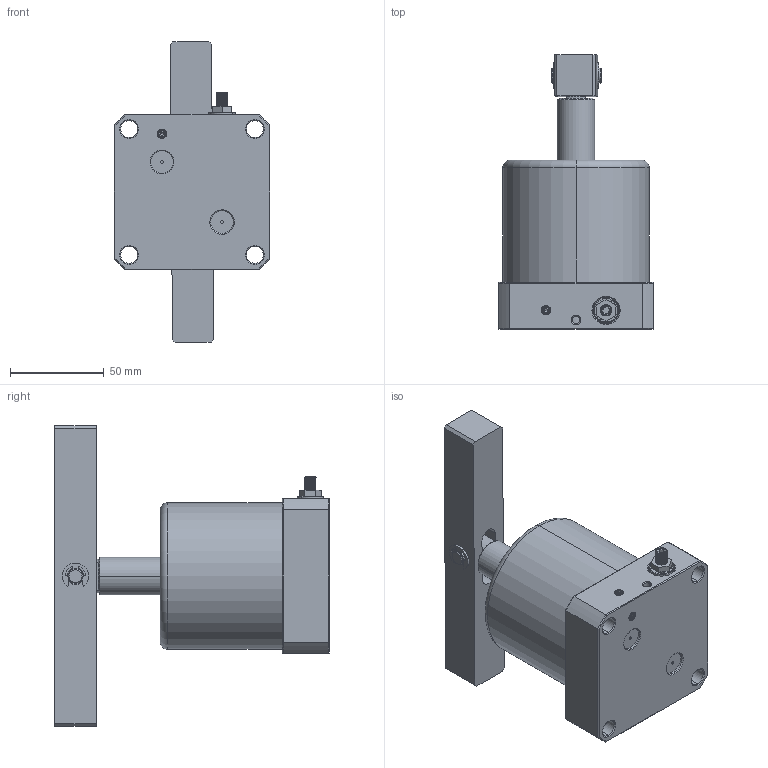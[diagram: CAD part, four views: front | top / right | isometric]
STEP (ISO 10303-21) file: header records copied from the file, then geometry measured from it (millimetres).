
FILE_DESCRIPTION (( 'STEP AP214' ), '1' );
FILE_NAME ('ASC-MF63D.STEP', '2019-05-24T07:22:38', ( '' ), ( '' ), 'SwSTEP 2.0', 'SolidWorks 2016', '' );
FILE_SCHEMA (( 'AUTOMOTIVE_DESIGN' ));
Length unit declared in the file: millimetre
Products named in the file (9): 覃厒概1330; hex socket set screws with flat point gb_GB_FASTENER_SCREWS_HSFP M4X6-S; 掛极23333; ASC-MF63D; 种隊_3; KKDC_3; 揤旋4532_1; MF63D活塞杆; hex thin nut gradeb_iso_Hexagon Nut ISO - 4036 - M6 - N
Assembly tree (10 placements, depth 2):
  ASC-MF63D
    掛极23333
    hex socket set screws with flat point gb_GB_FASTENER_SCREWS_HSFP M4X6-S  x2
    覃厒概1330
    hex thin nut gradeb_iso_Hexagon Nut ISO - 4036 - M6 - N
    MF63D活塞杆
    揤旋4532_1
    KKDC_3  x2
    种隊_3
Bounding box: 83 x 146 x 160.15 mm (x, y, z)
Volume: 461310.1 mm3; surface area: 92021.7 mm2
Topology: 11 solids, 11 shells, 615 faces, 1486 edges, 917 vertices
Faces by surface type: cylinder 278, cone 184, plane 135, bspline 16, torus 2
Entity records: 23487 total; most frequent: CARTESIAN_POINT 11674, ORIENTED_EDGE 2484, DIRECTION 2357, EDGE_CURVE 1242, AXIS2_PLACEMENT_3D 917, VERTEX_POINT 781, EDGE_LOOP 563, LINE 523
